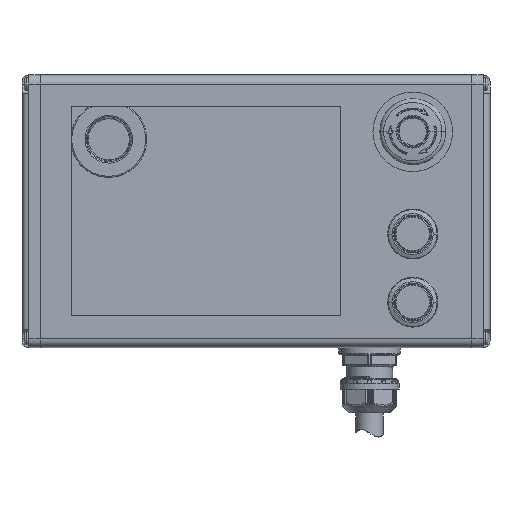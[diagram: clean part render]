
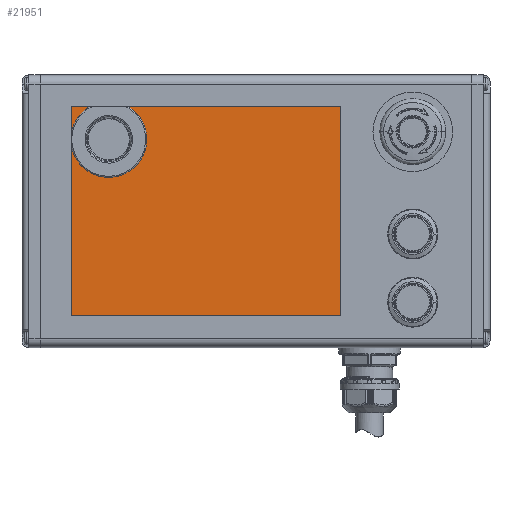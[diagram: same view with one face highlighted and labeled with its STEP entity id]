
A CAD part, top view. The second image highlights one B-rep face of the part: STEP entity #21951.
In plain terms, the highlighted planar face has unit normal (0, 0, 1).
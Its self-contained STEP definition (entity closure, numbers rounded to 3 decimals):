
#563 = ORIENTED_EDGE ( 'NONE', *, *, #5403, .T. ) ;
#2136 = DIRECTION ( 'NONE',  ( 0., 0., -1. ) ) ;
#2217 = VERTEX_POINT ( 'NONE', #41021 ) ;
#3367 = CARTESIAN_POINT ( 'NONE',  ( -49.109, 30.277, -20.6 ) ) ;
#4740 = EDGE_CURVE ( 'NONE', #9974, #2217, #31068, .T. ) ;
#4922 = VERTEX_POINT ( 'NONE', #5826 ) ;
#5403 = EDGE_CURVE ( 'NONE', #28973, #4922, #18930, .T. ) ;
#5826 = CARTESIAN_POINT ( 'NONE',  ( -95., -52.1, -20.6 ) ) ;
#6393 = CARTESIAN_POINT ( 'NONE',  ( -64.8, 31.75, -20.6 ) ) ;
#6812 = DIRECTION ( 'NONE',  ( -1., 0., 0. ) ) ;
#7455 = ORIENTED_EDGE ( 'NONE', *, *, #16731, .T. ) ;
#8476 = CARTESIAN_POINT ( 'NONE',  ( 95., 52.887, -20.6 ) ) ;
#9974 = VERTEX_POINT ( 'NONE', #32758 ) ;
#10168 = VECTOR ( 'NONE', #6812, 1000. ) ;
#10352 = VECTOR ( 'NONE', #30849, 1000. ) ;
#11501 = DIRECTION ( 'NONE',  ( 0., -1., 0. ) ) ;
#11849 = DIRECTION ( 'NONE',  ( 0., -1., 0. ) ) ;
#12879 = DIRECTION ( 'NONE',  ( 0., 0., -1. ) ) ;
#13502 = LINE ( 'NONE', #13924, #10168 ) ;
#13833 = CARTESIAN_POINT ( 'NONE',  ( 95., 52.887, -20.6 ) ) ;
#13924 = CARTESIAN_POINT ( 'NONE',  ( 95., 52.887, -20.6 ) ) ;
#15381 = FACE_OUTER_BOUND ( 'NONE', #37000, .T. ) ;
#16133 = CARTESIAN_POINT ( 'NONE',  ( -95., 52.887, -20.6 ) ) ;
#16356 = EDGE_CURVE ( 'NONE', #9974, #4922, #31107, .T. ) ;
#16731 = EDGE_CURVE ( 'NONE', #32291, #41701, #23943, .T. ) ;
#18930 = LINE ( 'NONE', #16133, #28979 ) ;
#19440 = ORIENTED_EDGE ( 'NONE', *, *, #4740, .T. ) ;
#20148 = ORIENTED_EDGE ( 'NONE', *, *, #16356, .F. ) ;
#21951 = ADVANCED_FACE ( 'NONE', ( #30897, #15381 ), #38002, .T. ) ;
#23053 = ORIENTED_EDGE ( 'NONE', *, *, #26653, .T. ) ;
#23943 = CIRCLE ( 'NONE', #26024, 15.76 ) ;
#25652 = EDGE_CURVE ( 'NONE', #41701, #32291, #38998, .T. ) ;
#26024 = AXIS2_PLACEMENT_3D ( 'NONE', #6393, #12879, #36555 ) ;
#26048 = EDGE_LOOP ( 'NONE', ( #32265, #7455 ) ) ;
#26653 = EDGE_CURVE ( 'NONE', #2217, #28973, #13502, .T. ) ;
#27336 = CARTESIAN_POINT ( 'NONE',  ( -95., 52.887, -20.6 ) ) ;
#28670 = AXIS2_PLACEMENT_3D ( 'NONE', #34921, #2136, #11849 ) ;
#28973 = VERTEX_POINT ( 'NONE', #27336 ) ;
#28979 = VECTOR ( 'NONE', #42641, 1000. ) ;
#30610 = AXIS2_PLACEMENT_3D ( 'NONE', #8476, #40814, #11501 ) ;
#30849 = DIRECTION ( 'NONE',  ( 0., 1., 0. ) ) ;
#30897 = FACE_BOUND ( 'NONE', #26048, .T. ) ;
#31068 = LINE ( 'NONE', #13833, #10352 ) ;
#31107 = LINE ( 'NONE', #34565, #37010 ) ;
#32265 = ORIENTED_EDGE ( 'NONE', *, *, #25652, .T. ) ;
#32291 = VERTEX_POINT ( 'NONE', #40660 ) ;
#32758 = CARTESIAN_POINT ( 'NONE',  ( 95., -52.1, -20.6 ) ) ;
#34565 = CARTESIAN_POINT ( 'NONE',  ( 95., -52.1, -20.6 ) ) ;
#34921 = CARTESIAN_POINT ( 'NONE',  ( -64.8, 31.75, -20.6 ) ) ;
#36555 = DIRECTION ( 'NONE',  ( 0., -1., 0. ) ) ;
#37000 = EDGE_LOOP ( 'NONE', ( #23053, #563, #20148, #19440 ) ) ;
#37010 = VECTOR ( 'NONE', #38209, 1000. ) ;
#38002 = PLANE ( 'NONE',  #30610 ) ;
#38209 = DIRECTION ( 'NONE',  ( -1., 0., 0. ) ) ;
#38998 = CIRCLE ( 'NONE', #28670, 15.76 ) ;
#40660 = CARTESIAN_POINT ( 'NONE',  ( -80.491, 33.223, -20.6 ) ) ;
#40814 = DIRECTION ( 'NONE',  ( 0., 0., 1. ) ) ;
#41021 = CARTESIAN_POINT ( 'NONE',  ( 95., 52.887, -20.6 ) ) ;
#41701 = VERTEX_POINT ( 'NONE', #3367 ) ;
#42641 = DIRECTION ( 'NONE',  ( 0., -1., 0. ) ) ;
